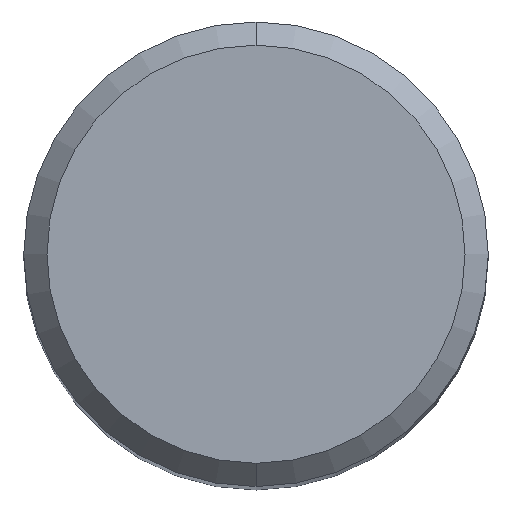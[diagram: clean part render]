
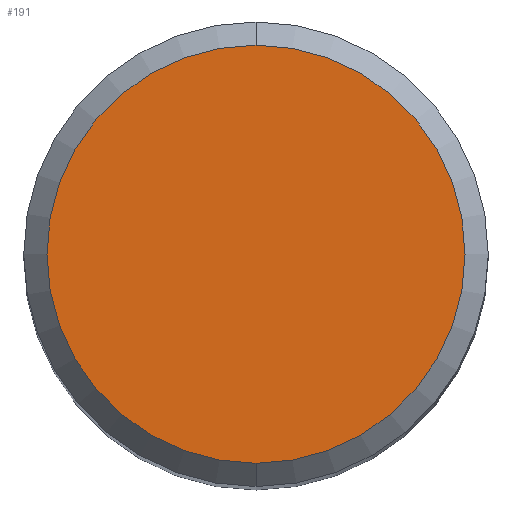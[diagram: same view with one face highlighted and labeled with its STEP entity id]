
A CAD part, top view. The second image highlights one B-rep face of the part: STEP entity #191.
In plain terms, the highlighted planar face has unit normal (0, 0, 1).
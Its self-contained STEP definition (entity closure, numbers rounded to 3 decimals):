
#187=VERTEX_POINT('',#497);
#191=ADVANCED_FACE('',(#501),#502,.T.);
#277=EDGE_CURVE('',#447,#187,#595,.T.);
#317=EDGE_CURVE('',#187,#447,#640,.T.);
#447=VERTEX_POINT('',#782);
#497=CARTESIAN_POINT('',(0.0,4.5,0.0));
#501=FACE_OUTER_BOUND('',#859,.T.);
#502=PLANE('',#860);
#595=CIRCLE('',#1038,4.5);
#640=CIRCLE('',#1133,4.5);
#782=CARTESIAN_POINT('',(0.,-4.5,0.0));
#859=EDGE_LOOP('',(#1505,#1506));
#860=AXIS2_PLACEMENT_3D('',#1507,#1508,#1509);
#1038=AXIS2_PLACEMENT_3D('',#1610,#1611,#1612);
#1133=AXIS2_PLACEMENT_3D('',#1674,#1675,#1676);
#1505=ORIENTED_EDGE('',*,*,#317,.F.);
#1506=ORIENTED_EDGE('',*,*,#277,.F.);
#1507=CARTESIAN_POINT('',(0.0,2.25,0.0));
#1508=DIRECTION('',(-0.0,0.0,1.0));
#1509=DIRECTION('',(0.0,-1.0,0.0));
#1610=CARTESIAN_POINT('',(0.0,0.0,0.0));
#1611=DIRECTION('',(0.0,0.0,-1.0));
#1612=DIRECTION('',(0.0,1.0,0.0));
#1674=CARTESIAN_POINT('',(0.0,0.0,0.0));
#1675=DIRECTION('',(0.0,0.0,-1.0));
#1676=DIRECTION('',(0.0,1.0,0.0));
